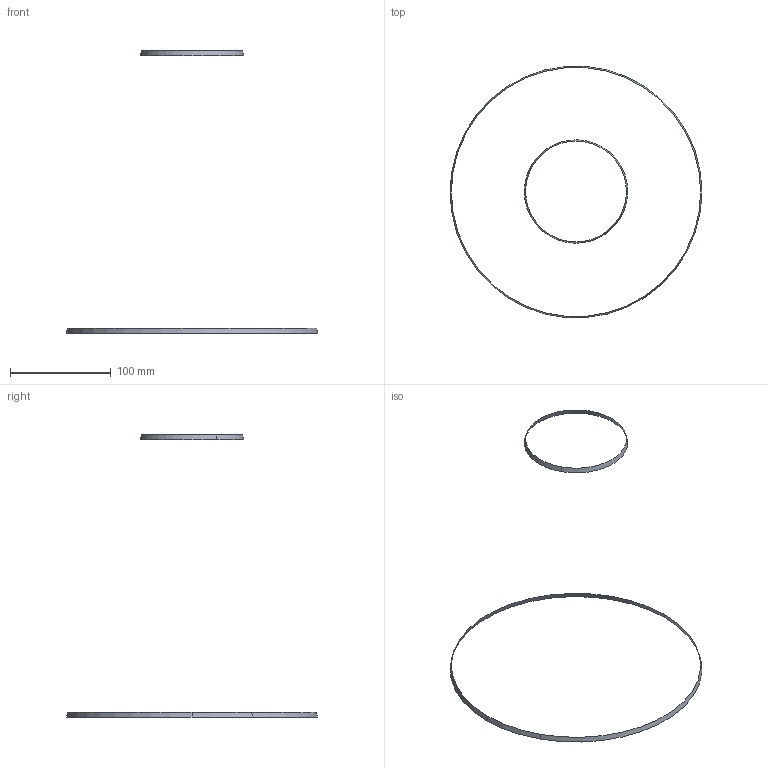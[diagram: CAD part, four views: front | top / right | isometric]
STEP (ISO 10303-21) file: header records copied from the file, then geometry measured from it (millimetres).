
FILE_DESCRIPTION(('CATIA V5 STEP Exchange'),'2;1');
FILE_NAME('RF.stp','2021-11-28T16:16:38+00:00',('none'),('none'),'CATIA Version 5 Release 21 GA (IN-10)','CATIA V5 STEP AP203','none');
FILE_SCHEMA(('CONFIG_CONTROL_DESIGN'));
Length unit declared in the file: millimetre
Products named in the file (1): Cone_Uncutted
Bounding box: 250.1 x 249.29 x 280 mm (x, y, z)
Surface area: 5500.8 mm2 (no closed solid volume)
Topology: 0 solids, 3 shells, 6 faces, 20 edges, 16 vertices
Faces by surface type: cone 6
Entity records: 238 total; most frequent: CARTESIAN_POINT 39, DIRECTION 24, ORIENTED_EDGE 24, EDGE_CURVE 20, VERTEX_POINT 16, AXIS2_PLACEMENT_3D 15, CIRCLE 12, VECTOR 8
